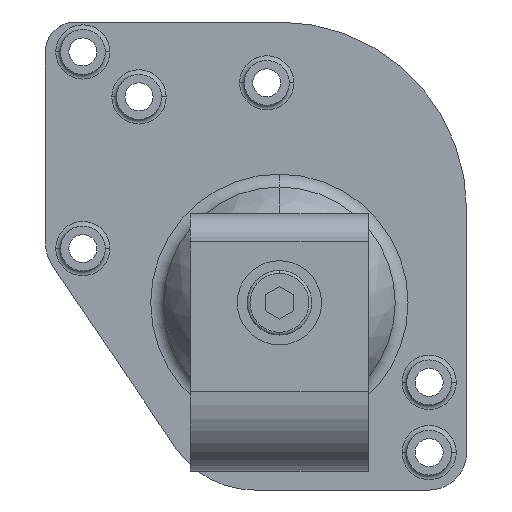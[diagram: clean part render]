
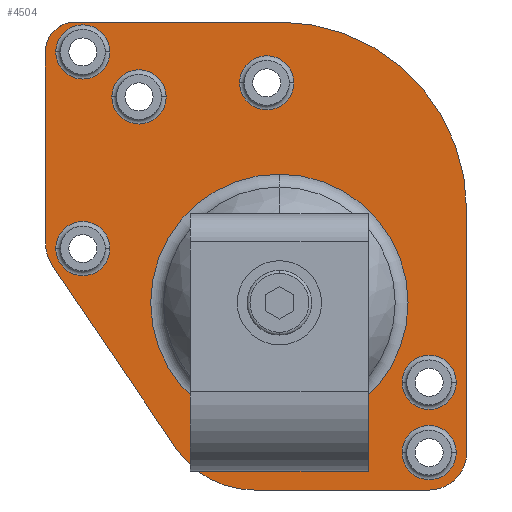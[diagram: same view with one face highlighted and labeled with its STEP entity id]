
A CAD part, left-side view. The second image highlights one B-rep face of the part: STEP entity #4504.
In plain terms, the highlighted planar face has unit normal (-1, 0, 0).
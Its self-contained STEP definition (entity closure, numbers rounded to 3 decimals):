
#876=CARTESIAN_POINT('',(17.237,2.707,-0.762));
#877=DIRECTION('',(1.,0.,0.));
#878=DIRECTION('',(0.,0.,-1.));
#879=AXIS2_PLACEMENT_3D('',#876,#877,#878);
#881=DIRECTION('',(0.,0.562,0.827));
#882=VECTOR('',#881,23.401);
#883=CARTESIAN_POINT('',(17.237,10.976,-6.385));
#884=LINE('',#883,#882);
#885=CARTESIAN_POINT('',(17.237,20.,15.777));
#886=DIRECTION('',(1.,0.,0.));
#887=DIRECTION('',(0.,0.827,-0.562));
#888=AXIS2_PLACEMENT_3D('',#885,#886,#887);
#890=CARTESIAN_POINT('',(17.237,21.8,36.038));
#891=DIRECTION('',(1.,0.,0.));
#892=DIRECTION('',(0.,1.,0.));
#893=AXIS2_PLACEMENT_3D('',#890,#891,#892);
#895=CARTESIAN_POINT('',(17.237,0.,19.238));
#896=DIRECTION('',(1.,0.,0.));
#897=DIRECTION('',(0.,0.,1.));
#898=AXIS2_PLACEMENT_3D('',#895,#896,#897);
#900=CARTESIAN_POINT('',(17.237,-16.,-6.762));
#901=DIRECTION('',(1.,0.,0.));
#902=DIRECTION('',(0.,-1.,0.));
#903=AXIS2_PLACEMENT_3D('',#900,#901,#902);
#905=CARTESIAN_POINT('',(17.237,0.,9.238));
#906=DIRECTION('',(-1.,0.,0.));
#907=DIRECTION('',(0.,0.,1.));
#908=AXIS2_PLACEMENT_3D('',#905,#906,#907);
#910=CARTESIAN_POINT('',(17.237,0.,9.238));
#911=DIRECTION('',(-1.,0.,0.));
#912=DIRECTION('',(0.,0.,-1.));
#913=AXIS2_PLACEMENT_3D('',#910,#911,#912);
#923=DIRECTION('',(0.,-1.,0.));
#924=VECTOR('',#923,18.707);
#925=CARTESIAN_POINT('',(17.237,2.707,-10.762));
#926=LINE('',#925,#924);
#1050=DIRECTION('',(0.,0.,1.));
#1051=VECTOR('',#1050,26.);
#1052=CARTESIAN_POINT('',(17.237,-20.,-6.762));
#1053=LINE('',#1052,#1051);
#1062=DIRECTION('',(0.,1.,0.));
#1063=VECTOR('',#1062,21.8);
#1064=CARTESIAN_POINT('',(17.237,0.,
39.238));
#1065=LINE('',#1064,#1063);
#1152=CARTESIAN_POINT('',(17.237,21.,36.038));
#1153=DIRECTION('',(1.,0.,0.));
#1154=DIRECTION('',(0.,1.,0.));
#1155=AXIS2_PLACEMENT_3D('',#1152,#1153,#1154);
#1162=CARTESIAN_POINT('',(17.237,21.,36.038));
#1163=DIRECTION('',(1.,0.,0.));
#1164=DIRECTION('',(0.,-1.,0.));
#1165=AXIS2_PLACEMENT_3D('',#1162,#1163,#1164);
#1189=DIRECTION('',(0.,0.,-1.));
#1190=VECTOR('',#1189,20.261);
#1191=CARTESIAN_POINT('',(17.237,25.,36.038));
#1192=LINE('',#1191,#1190);
#1349=CARTESIAN_POINT('',(17.237,-16.,-6.762));
#1350=DIRECTION('',(1.,0.,0.));
#1351=DIRECTION('',(0.,1.,0.));
#1352=AXIS2_PLACEMENT_3D('',#1349,#1350,#1351);
#1364=CARTESIAN_POINT('',(17.237,-16.,-6.762));
#1365=DIRECTION('',(1.,0.,0.));
#1366=DIRECTION('',(0.,-1.,0.));
#1367=AXIS2_PLACEMENT_3D('',#1364,#1365,#1366);
#1435=CARTESIAN_POINT('',(17.237,-16.,0.738));
#1436=DIRECTION('',(1.,0.,0.));
#1437=DIRECTION('',(0.,1.,0.));
#1438=AXIS2_PLACEMENT_3D('',#1435,#1436,#1437);
#1450=CARTESIAN_POINT('',(17.237,-16.,0.738));
#1451=DIRECTION('',(1.,0.,0.));
#1452=DIRECTION('',(0.,-1.,0.));
#1453=AXIS2_PLACEMENT_3D('',#1450,#1451,#1452);
#1521=CARTESIAN_POINT('',(17.237,21.,15.038));
#1522=DIRECTION('',(1.,0.,0.));
#1523=DIRECTION('',(0.,1.,0.));
#1524=AXIS2_PLACEMENT_3D('',#1521,#1522,#1523);
#1536=CARTESIAN_POINT('',(17.237,21.,15.038));
#1537=DIRECTION('',(1.,0.,0.));
#1538=DIRECTION('',(0.,-1.,0.));
#1539=AXIS2_PLACEMENT_3D('',#1536,#1537,#1538);
#1607=CARTESIAN_POINT('',(17.237,15.,31.238));
#1608=DIRECTION('',(1.,0.,0.));
#1609=DIRECTION('',(0.,1.,0.));
#1610=AXIS2_PLACEMENT_3D('',#1607,#1608,#1609);
#1622=CARTESIAN_POINT('',(17.237,15.,31.238));
#1623=DIRECTION('',(1.,0.,0.));
#1624=DIRECTION('',(0.,-1.,0.));
#1625=AXIS2_PLACEMENT_3D('',#1622,#1623,#1624);
#1693=CARTESIAN_POINT('',(17.237,1.35,32.738));
#1694=DIRECTION('',(1.,0.,0.));
#1695=DIRECTION('',(0.,1.,0.));
#1696=AXIS2_PLACEMENT_3D('',#1693,#1694,#1695);
#1708=CARTESIAN_POINT('',(17.237,1.35,32.738));
#1709=DIRECTION('',(1.,0.,0.));
#1710=DIRECTION('',(0.,-1.,0.));
#1711=AXIS2_PLACEMENT_3D('',#1708,#1709,#1710);
#2653=CARTESIAN_POINT('',(17.237,2.707,-10.762));
#2654=CARTESIAN_POINT('',(17.237,10.976,-6.385));
#2655=VERTEX_POINT('',#2653);
#2656=VERTEX_POINT('',#2654);
#2657=CARTESIAN_POINT('',(17.237,24.135,12.965));
#2658=VERTEX_POINT('',#2657);
#2659=CARTESIAN_POINT('',(17.237,25.,15.777));
#2660=VERTEX_POINT('',#2659);
#2661=CARTESIAN_POINT('',(17.237,25.,36.038));
#2662=VERTEX_POINT('',#2661);
#2663=CARTESIAN_POINT('',(17.237,21.8,39.238));
#2664=VERTEX_POINT('',#2663);
#2665=CARTESIAN_POINT('',(17.237,0.,
39.238));
#2666=VERTEX_POINT('',#2665);
#2667=CARTESIAN_POINT('',(17.237,-20.,19.238));
#2668=VERTEX_POINT('',#2667);
#2669=CARTESIAN_POINT('',(17.237,-20.,-6.762));
#2670=VERTEX_POINT('',#2669);
#2671=CARTESIAN_POINT('',(17.237,-16.,-10.762));
#2672=VERTEX_POINT('',#2671);
#2673=CARTESIAN_POINT('',(17.237,0.,
22.985));
#2674=CARTESIAN_POINT('',(17.237,0.,
-4.51));
#2675=VERTEX_POINT('',#2673);
#2676=VERTEX_POINT('',#2674);
#2698=CARTESIAN_POINT('',(17.237,18.1,36.038));
#2699=VERTEX_POINT('',#2698);
#2700=CARTESIAN_POINT('',(17.237,23.9,36.038));
#2701=VERTEX_POINT('',#2700);
#2703=CARTESIAN_POINT('',(17.237,-18.9,-6.762));
#2705=VERTEX_POINT('',#2703);
#2707=CARTESIAN_POINT('',(17.237,-13.1,-6.762));
#2709=VERTEX_POINT('',#2707);
#2723=CARTESIAN_POINT('',(17.237,-18.9,0.738));
#2725=VERTEX_POINT('',#2723);
#2727=CARTESIAN_POINT('',(17.237,-13.1,0.738));
#2729=VERTEX_POINT('',#2727);
#2743=CARTESIAN_POINT('',(17.237,-1.55,32.738));
#2745=VERTEX_POINT('',#2743);
#2747=CARTESIAN_POINT('',(17.237,4.25,32.738));
#2749=VERTEX_POINT('',#2747);
#2763=CARTESIAN_POINT('',(17.237,18.1,15.038));
#2765=VERTEX_POINT('',#2763);
#2767=CARTESIAN_POINT('',(17.237,23.9,15.038));
#2769=VERTEX_POINT('',#2767);
#2783=CARTESIAN_POINT('',(17.237,12.1,31.238));
#2785=VERTEX_POINT('',#2783);
#2787=CARTESIAN_POINT('',(17.237,17.9,31.238));
#2789=VERTEX_POINT('',#2787);
#4436=CARTESIAN_POINT('',(17.237,0.,
9.238));
#4437=DIRECTION('',(1.,0.,0.));
#4438=DIRECTION('',(0.,1.,0.));
#4439=AXIS2_PLACEMENT_3D('',#4436,#4437,#4438);
#4440=PLANE('',#4439);
#4442=ORIENTED_EDGE('',*,*,#4441,.T.);
#4444=ORIENTED_EDGE('',*,*,#4443,.T.);
#4446=ORIENTED_EDGE('',*,*,#4445,.T.);
#4448=ORIENTED_EDGE('',*,*,#4447,.F.);
#4450=ORIENTED_EDGE('',*,*,#4449,.T.);
#4452=ORIENTED_EDGE('',*,*,#4451,.F.);
#4454=ORIENTED_EDGE('',*,*,#4453,.T.);
#4456=ORIENTED_EDGE('',*,*,#4455,.F.);
#4458=ORIENTED_EDGE('',*,*,#4457,.T.);
#4460=ORIENTED_EDGE('',*,*,#4459,.F.);
#4461=EDGE_LOOP('',(#4442,#4444,#4446,#4448,#4450,#4452,#4454,#4456,#4458,
#4460));
#4462=FACE_OUTER_BOUND('',#4461,.F.);
#4464=ORIENTED_EDGE('',*,*,#4463,.F.);
#4466=ORIENTED_EDGE('',*,*,#4465,.F.);
#4467=EDGE_LOOP('',(#4464,#4466));
#4468=FACE_BOUND('',#4467,.F.);
#4470=ORIENTED_EDGE('',*,*,#4469,.F.);
#4472=ORIENTED_EDGE('',*,*,#4471,.F.);
#4473=EDGE_LOOP('',(#4470,#4472));
#4474=FACE_BOUND('',#4473,.F.);
#4476=ORIENTED_EDGE('',*,*,#4475,.F.);
#4478=ORIENTED_EDGE('',*,*,#4477,.F.);
#4479=EDGE_LOOP('',(#4476,#4478));
#4480=FACE_BOUND('',#4479,.F.);
#4482=ORIENTED_EDGE('',*,*,#4481,.F.);
#4484=ORIENTED_EDGE('',*,*,#4483,.F.);
#4485=EDGE_LOOP('',(#4482,#4484));
#4486=FACE_BOUND('',#4485,.F.);
#4488=ORIENTED_EDGE('',*,*,#4487,.F.);
#4490=ORIENTED_EDGE('',*,*,#4489,.F.);
#4491=EDGE_LOOP('',(#4488,#4490));
#4492=FACE_BOUND('',#4491,.F.);
#4494=ORIENTED_EDGE('',*,*,#4493,.F.);
#4496=ORIENTED_EDGE('',*,*,#4495,.F.);
#4497=EDGE_LOOP('',(#4494,#4496));
#4498=FACE_BOUND('',#4497,.F.);
#4499=ORIENTED_EDGE('',*,*,#4419,.T.);
#4501=ORIENTED_EDGE('',*,*,#4500,.T.);
#4502=EDGE_LOOP('',(#4499,#4501));
#4503=FACE_BOUND('',#4502,.F.);
#4504=ADVANCED_FACE('',(#4462,#4468,#4474,#4480,#4486,#4492,#4498,#4503),#4440,
.F.);
#880=CIRCLE('',#879,10.);
#889=CIRCLE('',#888,5.);
#894=CIRCLE('',#893,3.2);
#899=CIRCLE('',#898,20.);
#904=CIRCLE('',#903,4.);
#909=CIRCLE('',#908,13.748);
#914=CIRCLE('',#913,13.748);
#1156=CIRCLE('',#1155,2.9);
#1166=CIRCLE('',#1165,2.9);
#1353=CIRCLE('',#1352,2.9);
#1368=CIRCLE('',#1367,2.9);
#1439=CIRCLE('',#1438,2.9);
#1454=CIRCLE('',#1453,2.9);
#1525=CIRCLE('',#1524,2.9);
#1540=CIRCLE('',#1539,2.9);
#1611=CIRCLE('',#1610,2.9);
#1626=CIRCLE('',#1625,2.9);
#1697=CIRCLE('',#1696,2.9);
#1712=CIRCLE('',#1711,2.9);
#4419=EDGE_CURVE('',#2675,#2676,#909,.T.);
#4441=EDGE_CURVE('',#2655,#2656,#880,.T.);
#4443=EDGE_CURVE('',#2656,#2658,#884,.T.);
#4445=EDGE_CURVE('',#2658,#2660,#889,.T.);
#4447=EDGE_CURVE('',#2662,#2660,#1192,.T.);
#4449=EDGE_CURVE('',#2662,#2664,#894,.T.);
#4451=EDGE_CURVE('',#2666,#2664,#1065,.T.);
#4453=EDGE_CURVE('',#2666,#2668,#899,.T.);
#4455=EDGE_CURVE('',#2670,#2668,#1053,.T.);
#4457=EDGE_CURVE('',#2670,#2672,#904,.T.);
#4459=EDGE_CURVE('',#2655,#2672,#926,.T.);
#4463=EDGE_CURVE('',#2709,#2705,#1353,.T.);
#4465=EDGE_CURVE('',#2705,#2709,#1368,.T.);
#4469=EDGE_CURVE('',#2729,#2725,#1439,.T.);
#4471=EDGE_CURVE('',#2725,#2729,#1454,.T.);
#4475=EDGE_CURVE('',#2749,#2745,#1697,.T.);
#4477=EDGE_CURVE('',#2745,#2749,#1712,.T.);
#4481=EDGE_CURVE('',#2769,#2765,#1525,.T.);
#4483=EDGE_CURVE('',#2765,#2769,#1540,.T.);
#4487=EDGE_CURVE('',#2789,#2785,#1611,.T.);
#4489=EDGE_CURVE('',#2785,#2789,#1626,.T.);
#4493=EDGE_CURVE('',#2701,#2699,#1156,.T.);
#4495=EDGE_CURVE('',#2699,#2701,#1166,.T.);
#4500=EDGE_CURVE('',#2676,#2675,#914,.T.);
